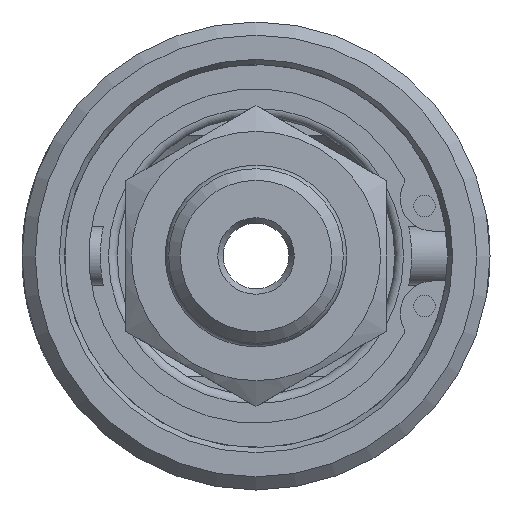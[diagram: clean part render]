
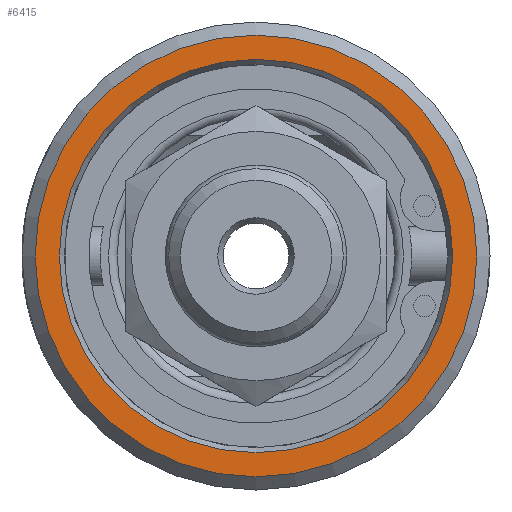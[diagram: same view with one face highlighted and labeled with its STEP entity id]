
A CAD part, left-side view. The second image highlights one B-rep face of the part: STEP entity #6415.
In plain terms, the highlighted planar face has unit normal (-1, 0, 0).
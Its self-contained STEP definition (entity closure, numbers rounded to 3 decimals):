
#1403=FACE_BOUND('',#1938,.T.);
#1448=PLANE('',#6827);
#1563=FACE_OUTER_BOUND('',#1937,.T.);
#1937=EDGE_LOOP('',(#4320));
#1938=EDGE_LOOP('',(#4321,#4322));
#2365=CIRCLE('',#6828,20.2);
#2366=CIRCLE('',#6829,17.987);
#2367=CIRCLE('',#6830,17.987);
#2620=VERTEX_POINT('',#8805);
#2621=VERTEX_POINT('',#8807);
#2622=VERTEX_POINT('',#8808);
#3304=EDGE_CURVE('',#2620,#2620,#2365,.T.);
#3305=EDGE_CURVE('',#2621,#2622,#2366,.T.);
#3306=EDGE_CURVE('',#2622,#2621,#2367,.T.);
#4320=ORIENTED_EDGE('',*,*,#3304,.F.);
#4321=ORIENTED_EDGE('',*,*,#3305,.T.);
#4322=ORIENTED_EDGE('',*,*,#3306,.T.);
#6415=ADVANCED_FACE('',(#1563,#1403),#1448,.T.);
#6827=AXIS2_PLACEMENT_3D('',#8804,#7334,#7335);
#6828=AXIS2_PLACEMENT_3D('',#8806,#7336,#7337);
#6829=AXIS2_PLACEMENT_3D('',#8809,#7338,#7339);
#6830=AXIS2_PLACEMENT_3D('',#8810,#7340,#7341);
#7334=DIRECTION('center_axis',(-1.,0.,0.));
#7335=DIRECTION('ref_axis',(0.,0.,1.));
#7336=DIRECTION('center_axis',(1.,0.,0.));
#7337=DIRECTION('ref_axis',(0.,-1.,0.));
#7338=DIRECTION('center_axis',(1.,0.,0.));
#7339=DIRECTION('ref_axis',(0.,1.,0.));
#7340=DIRECTION('center_axis',(1.,0.,0.));
#7341=DIRECTION('ref_axis',(0.,1.,0.));
#8804=CARTESIAN_POINT('Origin',(0.,10.7,0.));
#8805=CARTESIAN_POINT('',(0.,20.2,0.));
#8806=CARTESIAN_POINT('Origin',(0.,0.,0.));
#8807=CARTESIAN_POINT('',(0.,17.987,0.));
#8808=CARTESIAN_POINT('',(0.,-17.987,0.));
#8809=CARTESIAN_POINT('Origin',(0.,0.,0.));
#8810=CARTESIAN_POINT('Origin',(0.,0.,0.));
